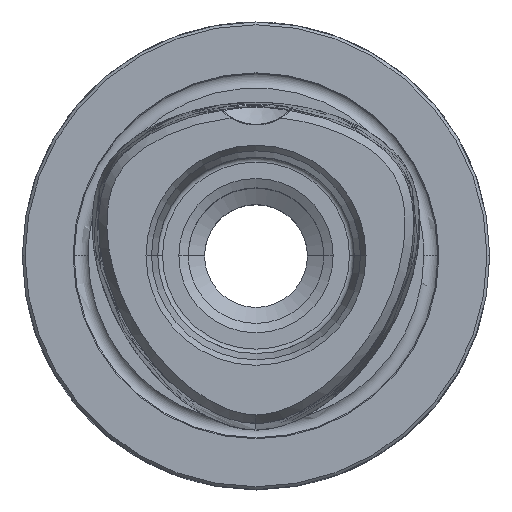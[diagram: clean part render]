
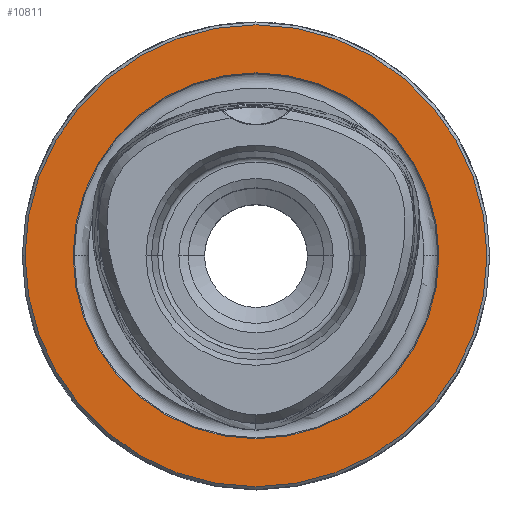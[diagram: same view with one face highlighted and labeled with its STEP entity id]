
A CAD part, top view. The second image highlights one B-rep face of the part: STEP entity #10811.
In plain terms, the highlighted planar face has unit normal (0, 0, 1).
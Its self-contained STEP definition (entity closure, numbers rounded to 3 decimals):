
#497 = EDGE_CURVE ( 'NONE', #11439, #4792, #9165, .T. ) ;
#718 = DIRECTION ( 'NONE',  ( -1., 0., 0. ) ) ;
#796 = DIRECTION ( 'NONE',  ( 0., 0., 1. ) ) ;
#848 = DIRECTION ( 'NONE',  ( -1., 0., 0. ) ) ;
#943 = DIRECTION ( 'NONE',  ( 0., 0., 1. ) ) ;
#993 = DIRECTION ( 'NONE',  ( 0., 0., 1. ) ) ;
#1009 = ORIENTED_EDGE ( 'NONE', *, *, #497, .F. ) ;
#1111 = CARTESIAN_POINT ( 'NONE',  ( 0., 0., 0. ) ) ;
#1322 = ORIENTED_EDGE ( 'NONE', *, *, #1460, .T. ) ;
#1331 = CIRCLE ( 'NONE', #6090, 19.564 ) ;
#1460 = EDGE_CURVE ( 'NONE', #11705, #9610, #6250, .T. ) ;
#1653 = AXIS2_PLACEMENT_3D ( 'NONE', #4513, #10973, #5470 ) ;
#2137 = CARTESIAN_POINT ( 'NONE',  ( -19.564, 0., 0. ) ) ;
#3121 = CARTESIAN_POINT ( 'NONE',  ( 19.564, 0., 0. ) ) ;
#3626 = AXIS2_PLACEMENT_3D ( 'NONE', #1111, #796, #848 ) ;
#3750 = DIRECTION ( 'NONE',  ( 0., 0., -1. ) ) ;
#4513 = CARTESIAN_POINT ( 'NONE',  ( 0., 0., 0. ) ) ;
#4720 = EDGE_CURVE ( 'NONE', #4792, #11439, #1331, .T. ) ;
#4792 = VERTEX_POINT ( 'NONE', #3121 ) ;
#5470 = DIRECTION ( 'NONE',  ( -1., 0., 0. ) ) ;
#5729 = CARTESIAN_POINT ( 'NONE',  ( 24.7, 0., 0. ) ) ;
#6090 = AXIS2_PLACEMENT_3D ( 'NONE', #6429, #943, #7306 ) ;
#6250 = CIRCLE ( 'NONE', #11316, 24.7 ) ;
#6429 = CARTESIAN_POINT ( 'NONE',  ( 0., 0., 0. ) ) ;
#6553 = EDGE_LOOP ( 'NONE', ( #7445, #1322 ) ) ;
#7306 = DIRECTION ( 'NONE',  ( -1., 0., 0. ) ) ;
#7445 = ORIENTED_EDGE ( 'NONE', *, *, #9198, .T. ) ;
#8206 = CARTESIAN_POINT ( 'NONE',  ( -24.7, 0., 0. ) ) ;
#9103 = FACE_OUTER_BOUND ( 'NONE', #6553, .T. ) ;
#9163 = FACE_BOUND ( 'NONE', #9426, .T. ) ;
#9165 = CIRCLE ( 'NONE', #3626, 19.564 ) ;
#9170 = PLANE ( 'NONE',  #11864 ) ;
#9198 = EDGE_CURVE ( 'NONE', #9610, #11705, #10293, .T. ) ;
#9209 = CARTESIAN_POINT ( 'NONE',  ( 0., 0., 0. ) ) ;
#9426 = EDGE_LOOP ( 'NONE', ( #10763, #1009 ) ) ;
#9610 = VERTEX_POINT ( 'NONE', #8206 ) ;
#10181 = DIRECTION ( 'NONE',  ( -1., 0., 0. ) ) ;
#10293 = CIRCLE ( 'NONE', #1653, 24.7 ) ;
#10763 = ORIENTED_EDGE ( 'NONE', *, *, #4720, .F. ) ;
#10811 = ADVANCED_FACE ( 'NONE', ( #9103, #9163 ), #9170, .F. ) ;
#10973 = DIRECTION ( 'NONE',  ( 0., 0., 1. ) ) ;
#11093 = CARTESIAN_POINT ( 'NONE',  ( 0., 0., 0. ) ) ;
#11316 = AXIS2_PLACEMENT_3D ( 'NONE', #11093, #993, #718 ) ;
#11439 = VERTEX_POINT ( 'NONE', #2137 ) ;
#11705 = VERTEX_POINT ( 'NONE', #5729 ) ;
#11864 = AXIS2_PLACEMENT_3D ( 'NONE', #9209, #3750, #10181 ) ;
